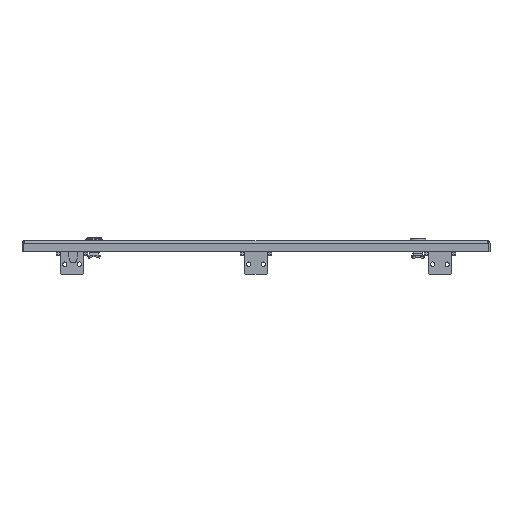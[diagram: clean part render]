
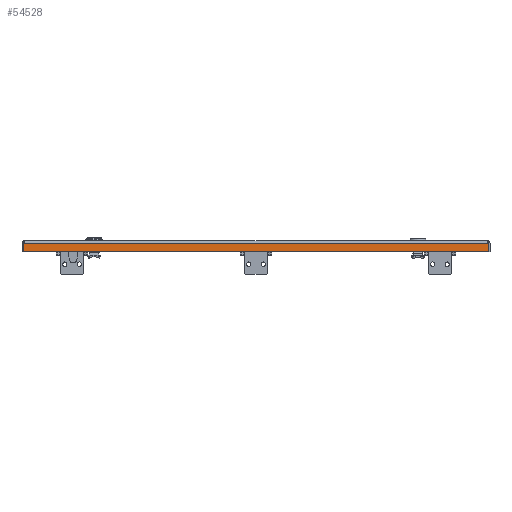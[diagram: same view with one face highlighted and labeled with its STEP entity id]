
A CAD part, left-side view. The second image highlights one B-rep face of the part: STEP entity #54528.
In plain terms, the highlighted planar face has unit normal (-1, 0, 0).
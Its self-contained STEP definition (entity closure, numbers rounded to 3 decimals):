
#2979 = DIRECTION ( 'NONE',  ( 0., 0., -1. ) ) ;
#3984 = CARTESIAN_POINT ( 'NONE',  ( -294.5, -395.429, -4. ) ) ;
#4443 = CARTESIAN_POINT ( 'NONE',  ( -294.5, -397.5, -18. ) ) ;
#10056 = DIRECTION ( 'NONE',  ( 0., 1., 0. ) ) ;
#10910 = VERTEX_POINT ( 'NONE', #63628 ) ;
#11752 = VECTOR ( 'NONE', #68500, 1000. ) ;
#12186 = AXIS2_PLACEMENT_3D ( 'NONE', #49881, #12513, #23097 ) ;
#12513 = DIRECTION ( 'NONE',  ( 1., 0., 0. ) ) ;
#13181 = LINE ( 'NONE', #61826, #11752 ) ;
#13553 = LINE ( 'NONE', #64932, #49732 ) ;
#13582 = ORIENTED_EDGE ( 'NONE', *, *, #33797, .F. ) ;
#18277 = ORIENTED_EDGE ( 'NONE', *, *, #39453, .F. ) ;
#19849 = CARTESIAN_POINT ( 'NONE',  ( -294.5, -395.429, -2. ) ) ;
#23097 = DIRECTION ( 'NONE',  ( 0., 0., -1. ) ) ;
#25680 = ORIENTED_EDGE ( 'NONE', *, *, #41561, .T. ) ;
#26459 = VERTEX_POINT ( 'NONE', #45091 ) ;
#26582 = ORIENTED_EDGE ( 'NONE', *, *, #39722, .F. ) ;
#29415 = PLANE ( 'NONE',  #12186 ) ;
#31335 = VECTOR ( 'NONE', #10056, 1000. ) ;
#33311 = FACE_OUTER_BOUND ( 'NONE', #57879, .T. ) ;
#33797 = EDGE_CURVE ( 'NONE', #26459, #33870, #47770, .T. ) ;
#33870 = VERTEX_POINT ( 'NONE', #37517 ) ;
#36490 = VECTOR ( 'NONE', #2979, 1000. ) ;
#37517 = CARTESIAN_POINT ( 'NONE',  ( -294.5, 395.429, -18. ) ) ;
#39453 = EDGE_CURVE ( 'NONE', #10910, #48239, #13181, .T. ) ;
#39722 = EDGE_CURVE ( 'NONE', #48239, #26459, #67465, .T. ) ;
#41561 = EDGE_CURVE ( 'NONE', #10910, #33870, #13553, .T. ) ;
#45091 = CARTESIAN_POINT ( 'NONE',  ( -294.5, -395.429, -18. ) ) ;
#47770 = LINE ( 'NONE', #4443, #31335 ) ;
#48239 = VERTEX_POINT ( 'NONE', #3984 ) ;
#49732 = VECTOR ( 'NONE', #60692, 1000. ) ;
#49881 = CARTESIAN_POINT ( 'NONE',  ( -294.5, 0., 0. ) ) ;
#54528 = ADVANCED_FACE ( 'NONE', ( #33311 ), #29415, .F. ) ;
#57879 = EDGE_LOOP ( 'NONE', ( #18277, #25680, #13582, #26582 ) ) ;
#60692 = DIRECTION ( 'NONE',  ( 0., 0., -1. ) ) ;
#61826 = CARTESIAN_POINT ( 'NONE',  ( -294.5, -397.5, -4. ) ) ;
#63628 = CARTESIAN_POINT ( 'NONE',  ( -294.5, 395.429, -4. ) ) ;
#64932 = CARTESIAN_POINT ( 'NONE',  ( -294.5, 395.429, 0. ) ) ;
#67465 = LINE ( 'NONE', #19849, #36490 ) ;
#68500 = DIRECTION ( 'NONE',  ( 0., -1., 0. ) ) ;
